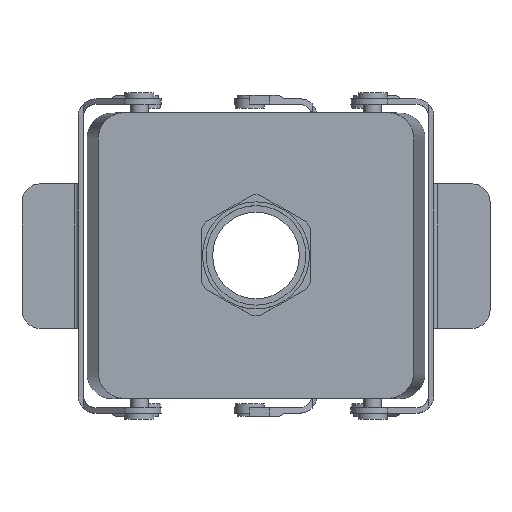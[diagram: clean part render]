
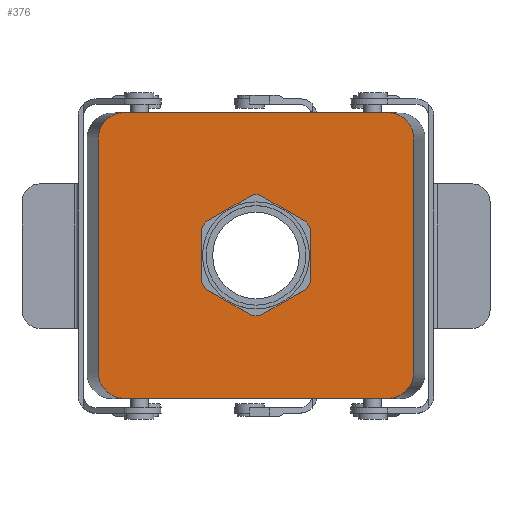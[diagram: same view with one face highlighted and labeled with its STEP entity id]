
A CAD part, top view. The second image highlights one B-rep face of the part: STEP entity #376.
In plain terms, the highlighted planar face has unit normal (0, 0, 1).
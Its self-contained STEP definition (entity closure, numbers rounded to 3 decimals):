
#376 = ADVANCED_FACE( '', ( #979, #980 ), #981, .T. );
#979 = FACE_BOUND( '', #1859, .T. );
#980 = FACE_OUTER_BOUND( '', #1860, .T. );
#981 = PLANE( '', #1861 );
#1859 = EDGE_LOOP( '', ( #2903, #2904, #2905, #2906, #2907, #2908, #2909, #2910, #2911, #2912, #2913, #2914 ) );
#1860 = EDGE_LOOP( '', ( #2915, #2916, #2917, #2918, #2919, #2920, #2921, #2922 ) );
#1861 = AXIS2_PLACEMENT_3D( '', #2923, #2924, #2925 );
#2903 = ORIENTED_EDGE( '', *, *, #5241, .F. );
#2904 = ORIENTED_EDGE( '', *, *, #5242, .F. );
#2905 = ORIENTED_EDGE( '', *, *, #5243, .F. );
#2906 = ORIENTED_EDGE( '', *, *, #5244, .F. );
#2907 = ORIENTED_EDGE( '', *, *, #5099, .F. );
#2908 = ORIENTED_EDGE( '', *, *, #5245, .F. );
#2909 = ORIENTED_EDGE( '', *, *, #5246, .F. );
#2910 = ORIENTED_EDGE( '', *, *, #5247, .F. );
#2911 = ORIENTED_EDGE( '', *, *, #5248, .F. );
#2912 = ORIENTED_EDGE( '', *, *, #5215, .F. );
#2913 = ORIENTED_EDGE( '', *, *, #5223, .F. );
#2914 = ORIENTED_EDGE( '', *, *, #5249, .F. );
#2915 = ORIENTED_EDGE( '', *, *, #5250, .T. );
#2916 = ORIENTED_EDGE( '', *, *, #5251, .T. );
#2917 = ORIENTED_EDGE( '', *, *, #5252, .T. );
#2918 = ORIENTED_EDGE( '', *, *, #5253, .F. );
#2919 = ORIENTED_EDGE( '', *, *, #5254, .F. );
#2920 = ORIENTED_EDGE( '', *, *, #5147, .T. );
#2921 = ORIENTED_EDGE( '', *, *, #5255, .F. );
#2922 = ORIENTED_EDGE( '', *, *, #5256, .F. );
#2923 = CARTESIAN_POINT( '', ( -43.606, 0., 95. ) );
#2924 = DIRECTION( '', ( 0., 0., 1. ) );
#2925 = DIRECTION( '', ( 1., 0., 0. ) );
#5099 = EDGE_CURVE( '', #6034, #6037, #6038, .T. );
#5147 = EDGE_CURVE( '', #6126, #6124, #6127, .T. );
#5215 = EDGE_CURVE( '', #6239, #6234, #6241, .T. );
#5223 = EDGE_CURVE( '', #6252, #6239, #6255, .T. );
#5241 = EDGE_CURVE( '', #6285, #6286, #6287, .T. );
#5242 = EDGE_CURVE( '', #6288, #6285, #6289, .T. );
#5243 = EDGE_CURVE( '', #6290, #6288, #6291, .T. );
#5244 = EDGE_CURVE( '', #6037, #6290, #6292, .T. );
#5245 = EDGE_CURVE( '', #6293, #6034, #6294, .T. );
#5246 = EDGE_CURVE( '', #6295, #6293, #6296, .T. );
#5247 = EDGE_CURVE( '', #6297, #6295, #6298, .T. );
#5248 = EDGE_CURVE( '', #6234, #6297, #6299, .T. );
#5249 = EDGE_CURVE( '', #6286, #6252, #6300, .T. );
#5250 = EDGE_CURVE( '', #6301, #6302, #6303, .T. );
#5251 = EDGE_CURVE( '', #6302, #6304, #6305, .T. );
#5252 = EDGE_CURVE( '', #6304, #6306, #6307, .T. );
#5253 = EDGE_CURVE( '', #6308, #6306, #6309, .T. );
#5254 = EDGE_CURVE( '', #6126, #6308, #6310, .T. );
#5255 = EDGE_CURVE( '', #6311, #6124, #6312, .T. );
#5256 = EDGE_CURVE( '', #6301, #6311, #6313, .T. );
#6034 = VERTEX_POINT( '', #7443 );
#6037 = VERTEX_POINT( '', #7447 );
#6038 = CIRCLE( '', #7448, 16.75 );
#6124 = VERTEX_POINT( '', #7564 );
#6126 = VERTEX_POINT( '', #7567 );
#6127 = ELLIPSE( '', #7568, 7.01, 7. );
#6234 = VERTEX_POINT( '', #7768 );
#6239 = VERTEX_POINT( '', #7775 );
#6241 = LINE( '', #7778, #7779 );
#6252 = VERTEX_POINT( '', #7794 );
#6255 = CIRCLE( '', #7798, 16.75 );
#6285 = VERTEX_POINT( '', #7835 );
#6286 = VERTEX_POINT( '', #7836 );
#6287 = CIRCLE( '', #7837, 16.75 );
#6288 = VERTEX_POINT( '', #7838 );
#6289 = LINE( '', #7839, #7840 );
#6290 = VERTEX_POINT( '', #7841 );
#6291 = CIRCLE( '', #7842, 16.75 );
#6292 = LINE( '', #7843, #7844 );
#6293 = VERTEX_POINT( '', #7845 );
#6294 = LINE( '', #7846, #7847 );
#6295 = VERTEX_POINT( '', #7848 );
#6296 = CIRCLE( '', #7849, 16.75 );
#6297 = VERTEX_POINT( '', #7850 );
#6298 = LINE( '', #7851, #7852 );
#6299 = CIRCLE( '', #7853, 16.75 );
#6300 = LINE( '', #7854, #7855 );
#6301 = VERTEX_POINT( '', #7856 );
#6302 = VERTEX_POINT( '', #7857 );
#6303 = LINE( '', #7858, #7859 );
#6304 = VERTEX_POINT( '', #7860 );
#6305 = ELLIPSE( '', #7861, 7.01, 7. );
#6306 = VERTEX_POINT( '', #7862 );
#6307 = LINE( '', #7863, #7864 );
#6308 = VERTEX_POINT( '', #7865 );
#6309 = ELLIPSE( '', #7866, 7.01, 7. );
#6310 = LINE( '', #7867, #7868 );
#6311 = VERTEX_POINT( '', #7869 );
#6312 = LINE( '', #7870, #7871 );
#6313 = ELLIPSE( '', #7872, 7.01, 7. );
#7443 = CARTESIAN_POINT( '', ( -13.955, 9.263, 95. ) );
#7447 = CARTESIAN_POINT( '', ( -15., 7.454, 95. ) );
#7448 = AXIS2_PLACEMENT_3D( '', #9383, #9384, #9385 );
#7564 = CARTESIAN_POINT( '', ( 36.596, 39.5, 95. ) );
#7567 = CARTESIAN_POINT( '', ( 43.606, 32.5, 95. ) );
#7568 = AXIS2_PLACEMENT_3D( '', #9445, #9446, #9447 );
#7768 = CARTESIAN_POINT( '', ( 15., 7.454, 95. ) );
#7775 = CARTESIAN_POINT( '', ( 15., -7.454, 95. ) );
#7778 = CARTESIAN_POINT( '', ( 15., -15., 95. ) );
#7779 = VECTOR( '', #9503, 1000. );
#7794 = CARTESIAN_POINT( '', ( 13.955, -9.263, 95. ) );
#7798 = AXIS2_PLACEMENT_3D( '', #9509, #9510, #9511 );
#7835 = CARTESIAN_POINT( '', ( -1.045, -16.717, 95. ) );
#7836 = CARTESIAN_POINT( '', ( 1.045, -16.717, 95. ) );
#7837 = AXIS2_PLACEMENT_3D( '', #9537, #9538, #9539 );
#7838 = CARTESIAN_POINT( '', ( -13.955, -9.263, 95. ) );
#7839 = CARTESIAN_POINT( '', ( -20.49, -5.49, 95. ) );
#7840 = VECTOR( '', #9540, 1000. );
#7841 = CARTESIAN_POINT( '', ( -15., -7.454, 95. ) );
#7842 = AXIS2_PLACEMENT_3D( '', #9541, #9542, #9543 );
#7843 = CARTESIAN_POINT( '', ( -15., 15., 95. ) );
#7844 = VECTOR( '', #9544, 1000. );
#7845 = CARTESIAN_POINT( '', ( -1.045, 16.717, 95. ) );
#7846 = CARTESIAN_POINT( '', ( 5.49, 20.49, 95. ) );
#7847 = VECTOR( '', #9545, 1000. );
#7848 = CARTESIAN_POINT( '', ( 1.045, 16.717, 95. ) );
#7849 = AXIS2_PLACEMENT_3D( '', #9546, #9547, #9548 );
#7850 = CARTESIAN_POINT( '', ( 13.955, 9.263, 95. ) );
#7851 = CARTESIAN_POINT( '', ( 20.49, 5.49, 95. ) );
#7852 = VECTOR( '', #9549, 1000. );
#7853 = AXIS2_PLACEMENT_3D( '', #9550, #9551, #9552 );
#7854 = CARTESIAN_POINT( '', ( -5.49, -20.49, 95. ) );
#7855 = VECTOR( '', #9553, 1000. );
#7856 = CARTESIAN_POINT( '', ( -43.606, 32.5, 95. ) );
#7857 = CARTESIAN_POINT( '', ( -43.606, -32.5, 95. ) );
#7858 = CARTESIAN_POINT( '', ( -43.606, 0., 95. ) );
#7859 = VECTOR( '', #9554, 1000. );
#7860 = CARTESIAN_POINT( '', ( -36.596, -39.5, 95. ) );
#7861 = AXIS2_PLACEMENT_3D( '', #9555, #9556, #9557 );
#7862 = CARTESIAN_POINT( '', ( 36.596, -39.5, 95. ) );
#7863 = CARTESIAN_POINT( '', ( -43.606, -39.5, 95. ) );
#7864 = VECTOR( '', #9558, 1000. );
#7865 = CARTESIAN_POINT( '', ( 43.606, -32.5, 95. ) );
#7866 = AXIS2_PLACEMENT_3D( '', #9559, #9560, #9561 );
#7867 = CARTESIAN_POINT( '', ( 43.606, 0., 95. ) );
#7868 = VECTOR( '', #9562, 1000. );
#7869 = CARTESIAN_POINT( '', ( -36.596, 39.5, 95. ) );
#7870 = CARTESIAN_POINT( '', ( -43.606, 39.5, 95. ) );
#7871 = VECTOR( '', #9563, 1000. );
#7872 = AXIS2_PLACEMENT_3D( '', #9564, #9565, #9566 );
#9383 = CARTESIAN_POINT( '', ( 0., 0., 95. ) );
#9384 = DIRECTION( '', ( 0., 0., 1. ) );
#9385 = DIRECTION( '', ( 1., 0., 0. ) );
#9445 = CARTESIAN_POINT( '', ( 36.596, 32.5, 95. ) );
#9446 = DIRECTION( '', ( 0., 0., 1. ) );
#9447 = DIRECTION( '', ( 1., 0., 0. ) );
#9503 = DIRECTION( '', ( 0., 1., 0. ) );
#9509 = CARTESIAN_POINT( '', ( 0., 0., 95. ) );
#9510 = DIRECTION( '', ( 0., 0., 1. ) );
#9511 = DIRECTION( '', ( 1., 0., 0. ) );
#9537 = CARTESIAN_POINT( '', ( 0., 0., 95. ) );
#9538 = DIRECTION( '', ( 0., 0., 1. ) );
#9539 = DIRECTION( '', ( 1., 0., 0. ) );
#9540 = DIRECTION( '', ( 0.866, -0.5, 0. ) );
#9541 = CARTESIAN_POINT( '', ( 0., 0., 95. ) );
#9542 = DIRECTION( '', ( 0., 0., 1. ) );
#9543 = DIRECTION( '', ( 1., 0., 0. ) );
#9544 = DIRECTION( '', ( 0., -1., 0. ) );
#9545 = DIRECTION( '', ( -0.866, -0.5, 0. ) );
#9546 = CARTESIAN_POINT( '', ( 0., 0., 95. ) );
#9547 = DIRECTION( '', ( 0., 0., 1. ) );
#9548 = DIRECTION( '', ( 1., 0., 0. ) );
#9549 = DIRECTION( '', ( -0.866, 0.5, 0. ) );
#9550 = CARTESIAN_POINT( '', ( 0., 0., 95. ) );
#9551 = DIRECTION( '', ( 0., 0., 1. ) );
#9552 = DIRECTION( '', ( 1., 0., 0. ) );
#9553 = DIRECTION( '', ( 0.866, 0.5, 0. ) );
#9554 = DIRECTION( '', ( 0., -1., 0. ) );
#9555 = CARTESIAN_POINT( '', ( -36.596, -32.5, 95. ) );
#9556 = DIRECTION( '', ( 0., 0., 1. ) );
#9557 = DIRECTION( '', ( -1., 0., 0. ) );
#9558 = DIRECTION( '', ( 1., 0., 0. ) );
#9559 = CARTESIAN_POINT( '', ( 36.596, -32.5, 95. ) );
#9560 = DIRECTION( '', ( 0., 0., -1. ) );
#9561 = DIRECTION( '', ( 1., 0., 0. ) );
#9562 = DIRECTION( '', ( 0., -1., 0. ) );
#9563 = DIRECTION( '', ( 1., 0., 0. ) );
#9564 = CARTESIAN_POINT( '', ( -36.596, 32.5, 95. ) );
#9565 = DIRECTION( '', ( 0., 0., -1. ) );
#9566 = DIRECTION( '', ( -1., 0., 0. ) );
